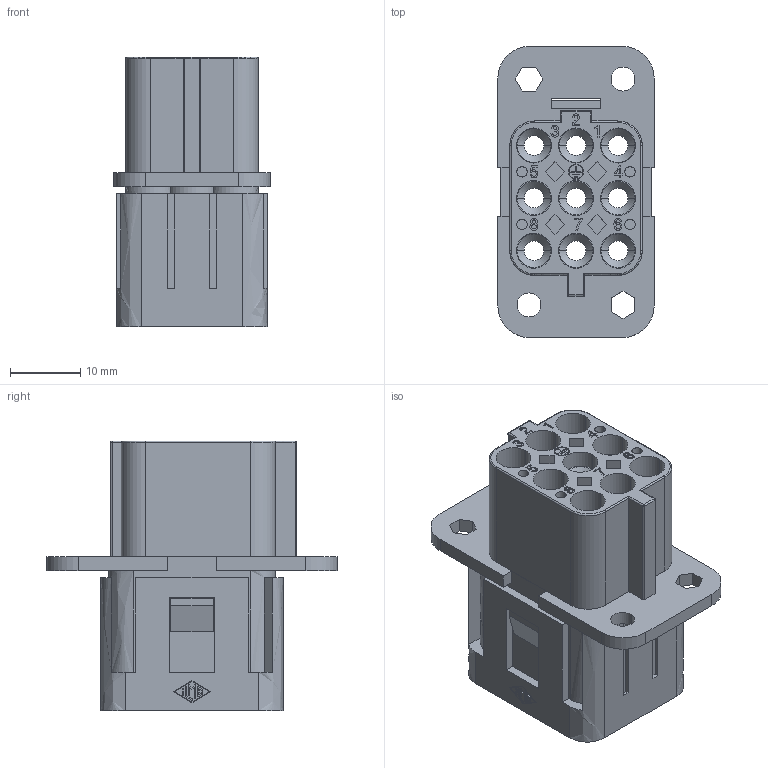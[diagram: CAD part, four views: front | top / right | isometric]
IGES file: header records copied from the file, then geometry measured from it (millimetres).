
Start section: Elysium IGES Interface
Global section: file name: CQF 08.igs; native system: Creo Elements/Direct Modeling 17.0C  05-Feb-2011; preprocessor: Creo Element/Direct IGES_3D V2.2; author: Unknown; organization: Unknown; date: 20110725.131423; units: millimetre
Bounding box: 22.3 x 41.5 x 38.5 mm (x, y, z)
Volume: 10092 mm3; surface area: 12496.3 mm2
Topology: 1 solids, 5 shells, 1228 faces, 3376 edges, 2228 vertices
Faces by surface type: bspline 1228
